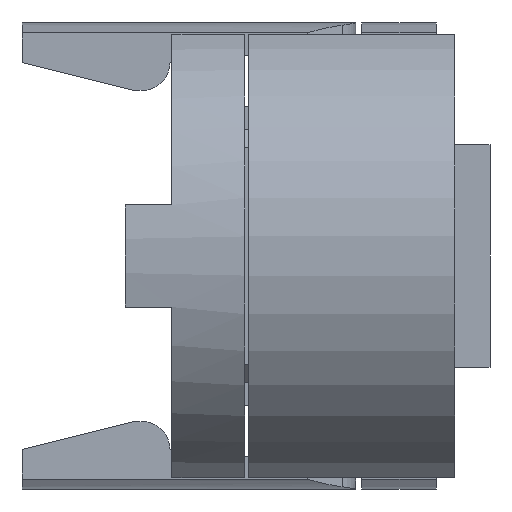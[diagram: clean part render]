
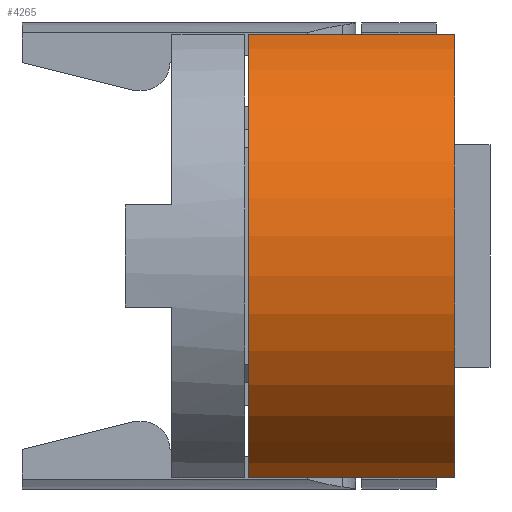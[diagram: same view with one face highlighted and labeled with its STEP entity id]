
A CAD part, front view. The second image highlights one B-rep face of the part: STEP entity #4265.
In plain terms, the highlighted cylindrical face has radius 12.55 mm (diameter 25.1 mm), a partial arc.
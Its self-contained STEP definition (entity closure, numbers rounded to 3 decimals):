
#338=FACE_OUTER_BOUND('',#560,.T.);
#560=EDGE_LOOP('',(#3371,#3372,#3373,#3374));
#851=LINE('',#6172,#1416);
#855=LINE('',#6180,#1420);
#1416=VECTOR('',#4985,10.);
#1420=VECTOR('',#4991,10.);
#1856=CIRCLE('',#4525,12.55);
#1862=CIRCLE('',#4569,12.55);
#1987=VERTEX_POINT('',#6169);
#1988=VERTEX_POINT('',#6171);
#1990=VERTEX_POINT('',#6177);
#1991=VERTEX_POINT('',#6179);
#2435=EDGE_CURVE('',#1988,#1987,#851,.T.);
#2439=EDGE_CURVE('',#1990,#1991,#855,.T.);
#2447=EDGE_CURVE('',#1991,#1987,#1856,.T.);
#2541=EDGE_CURVE('',#1988,#1990,#1862,.T.);
#3371=ORIENTED_EDGE('',*,*,#2439,.F.);
#3372=ORIENTED_EDGE('',*,*,#2541,.F.);
#3373=ORIENTED_EDGE('',*,*,#2435,.T.);
#3374=ORIENTED_EDGE('',*,*,#2447,.F.);
#4167=CYLINDRICAL_SURFACE('',#4568,12.55);
#4265=ADVANCED_FACE('',(#338),#4167,.T.);
#4525=AXIS2_PLACEMENT_3D('',#6195,#5009,#5010);
#4568=AXIS2_PLACEMENT_3D('',#6381,#5181,#5182);
#4569=AXIS2_PLACEMENT_3D('',#6382,#5183,#5184);
#4985=DIRECTION('',(1.,0.,0.));
#4991=DIRECTION('',(1.,0.,0.));
#5009=DIRECTION('center_axis',(1.,0.,0.));
#5010=DIRECTION('ref_axis',(0.,-0.305,0.952));
#5181=DIRECTION('center_axis',(-1.,0.,0.));
#5182=DIRECTION('ref_axis',(0.,0.,-1.));
#5183=DIRECTION('center_axis',(-1.,0.,0.));
#5184=DIRECTION('ref_axis',(0.,0.,-1.));
#6169=CARTESIAN_POINT('',(10.5,-3.825,-11.953));
#6171=CARTESIAN_POINT('',(-0.6,-3.825,-11.953));
#6172=CARTESIAN_POINT('',(0.,-3.825,-11.953));
#6177=CARTESIAN_POINT('',(-0.6,-3.825,11.953));
#6179=CARTESIAN_POINT('',(10.5,-3.825,11.953));
#6180=CARTESIAN_POINT('',(0.,-3.825,11.953));
#6195=CARTESIAN_POINT('Origin',(10.5,0.,0.));
#6381=CARTESIAN_POINT('Origin',(0.,0.,0.));
#6382=CARTESIAN_POINT('Origin',(-0.6,0.,0.));
